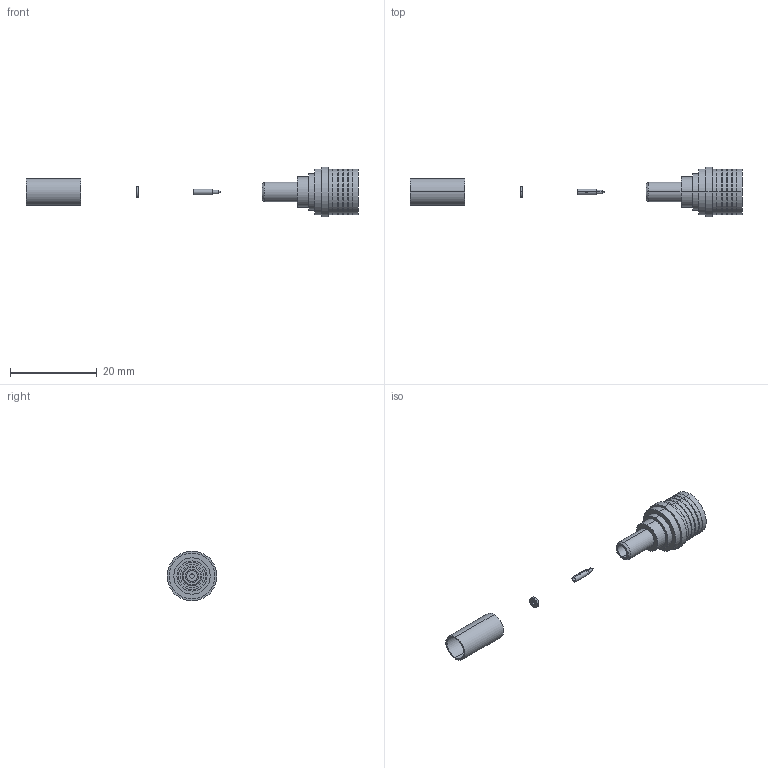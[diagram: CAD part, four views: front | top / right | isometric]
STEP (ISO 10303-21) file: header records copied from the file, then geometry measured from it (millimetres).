
FILE_DESCRIPTION (( 'STEP AP203' ), '1' );
FILE_NAME ('AQP-1702.STEP', '2010-04-21T13:58:21', ( 'x' ), ( 'Microsoft' ), 'SwSTEP 2.0', 'SolidWorks 2010', '' );
FILE_SCHEMA (( 'CONFIG_CONTROL_DESIGN' ));
Length unit declared in the file: inch
Products named in the file (5): AQP-1702; AQP-1702-MA2; AQP-1702-MA3; AQP-1702-MA1
Assembly tree (4 placements, depth 2):
  AQP-1702
    AQP-1702
    AQP-1702-MA3
    AQP-1702-MA2
    AQP-1702-MA1
Bounding box: 76.75 x 11.51 x 11.51 mm (x, y, z)
Volume: 1043.8 mm3; surface area: 1547.3 mm2
Topology: 4 solids, 4 shells, 78 faces, 160 edges, 103 vertices
Faces by surface type: cylinder 50, plane 24, cone 4
Entity records: 2661 total; most frequent: DIRECTION 422, CARTESIAN_POINT 382, ORIENTED_EDGE 316, AXIS2_PLACEMENT_3D 183, EDGE_CURVE 158, VERTEX_POINT 103, EDGE_LOOP 101, CIRCLE 98
